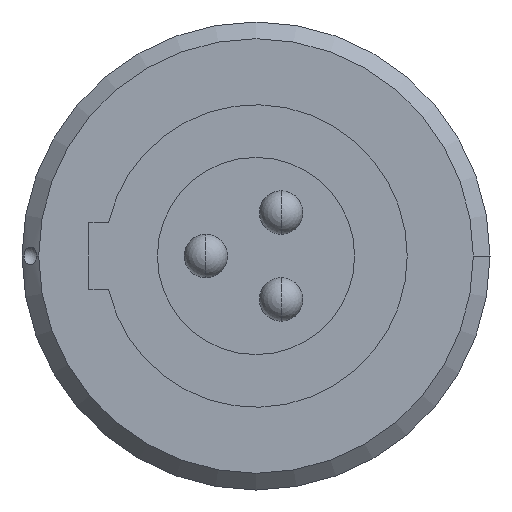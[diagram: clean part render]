
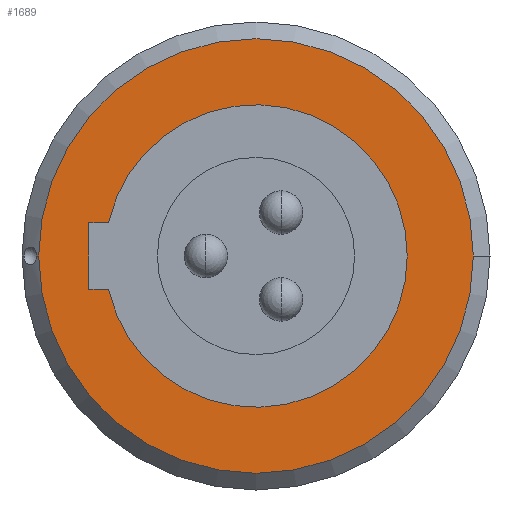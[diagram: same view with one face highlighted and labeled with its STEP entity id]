
A CAD part, left-side view. The second image highlights one B-rep face of the part: STEP entity #1689.
In plain terms, the highlighted planar face has unit normal (-1, 0, 0).
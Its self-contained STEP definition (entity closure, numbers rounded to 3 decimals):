
#318=CARTESIAN_POINT('',(-12.,0.,0.));
#319=DIRECTION('',(-1.,0.,0.));
#320=DIRECTION('',(0.,1.,0.));
#321=AXIS2_PLACEMENT_3D('',#318,#319,#320);
#323=CARTESIAN_POINT('',(-12.,0.,0.));
#324=DIRECTION('',(1.,0.,0.));
#325=DIRECTION('',(0.,1.,0.));
#326=AXIS2_PLACEMENT_3D('',#323,#324,#325);
#328=DIRECTION('',(0.,-1.,0.));
#329=VECTOR('',#328,0.587);
#330=CARTESIAN_POINT('',(-12.,5.,1.));
#331=LINE('',#330,#329);
#332=DIRECTION('',(0.,0.,1.));
#333=VECTOR('',#332,2.);
#334=CARTESIAN_POINT('',(-12.,5.,-1.));
#335=LINE('',#334,#333);
#336=DIRECTION('',(0.,1.,0.));
#337=VECTOR('',#336,0.587);
#338=CARTESIAN_POINT('',(-12.,4.413,-1.));
#339=LINE('',#338,#337);
#340=CARTESIAN_POINT('',(-12.,0.,0.));
#341=DIRECTION('',(1.,0.,0.));
#342=DIRECTION('',(0.,0.975,0.221));
#343=AXIS2_PLACEMENT_3D('',#340,#341,#342);
#1134=CARTESIAN_POINT('',(-12.,-6.5,0.));
#1135=VERTEX_POINT('',#1134);
#1136=CARTESIAN_POINT('',(-12.,6.5,0.));
#1137=VERTEX_POINT('',#1136);
#1282=CARTESIAN_POINT('',(-12.,4.413,1.));
#1283=CARTESIAN_POINT('',(-12.,4.413,-1.));
#1284=VERTEX_POINT('',#1282);
#1285=VERTEX_POINT('',#1283);
#1294=CARTESIAN_POINT('',(-12.,5.,-1.));
#1295=VERTEX_POINT('',#1294);
#1296=CARTESIAN_POINT('',(-12.,5.,1.));
#1297=VERTEX_POINT('',#1296);
#1670=CARTESIAN_POINT('',(-12.,0.,0.));
#1671=DIRECTION('',(1.,0.,0.));
#1672=DIRECTION('',(0.,-1.,0.));
#1673=AXIS2_PLACEMENT_3D('',#1670,#1671,#1672);
#1674=PLANE('',#1673);
#1675=ORIENTED_EDGE('',*,*,#1634,.F.);
#1676=ORIENTED_EDGE('',*,*,#1664,.T.);
#1677=EDGE_LOOP('',(#1675,#1676));
#1678=FACE_OUTER_BOUND('',#1677,.F.);
#1680=ORIENTED_EDGE('',*,*,#1679,.F.);
#1682=ORIENTED_EDGE('',*,*,#1681,.F.);
#1684=ORIENTED_EDGE('',*,*,#1683,.F.);
#1686=ORIENTED_EDGE('',*,*,#1685,.F.);
#1687=EDGE_LOOP('',(#1680,#1682,#1684,#1686));
#1688=FACE_BOUND('',#1687,.F.);
#1689=ADVANCED_FACE('',(#1678,#1688),#1674,.F.);
#322=CIRCLE('',#321,6.5);
#327=CIRCLE('',#326,6.5);
#344=CIRCLE('',#343,4.525);
#1634=EDGE_CURVE('',#1137,#1135,#322,.T.);
#1664=EDGE_CURVE('',#1137,#1135,#327,.T.);
#1679=EDGE_CURVE('',#1284,#1285,#344,.T.);
#1681=EDGE_CURVE('',#1297,#1284,#331,.T.);
#1683=EDGE_CURVE('',#1295,#1297,#335,.T.);
#1685=EDGE_CURVE('',#1285,#1295,#339,.T.);
